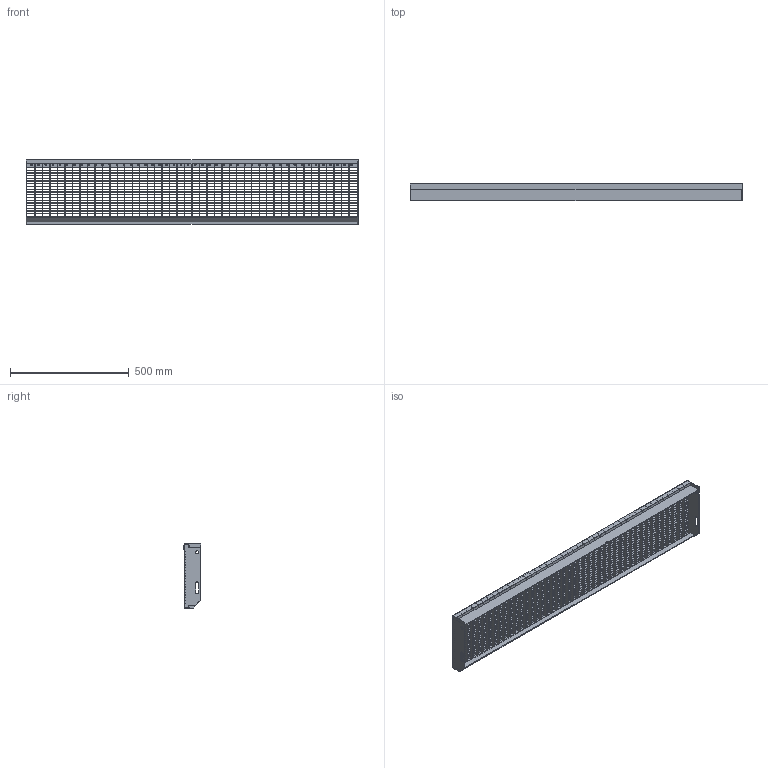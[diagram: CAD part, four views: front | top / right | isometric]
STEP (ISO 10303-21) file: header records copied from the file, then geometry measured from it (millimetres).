
FILE_DESCRIPTION (( 'STEP AP203' ), '1' );
FILE_NAME ('40.1402731.7.step', '2015-10-04T07:12:49', ( '' ), ( '' ), 'SwSTEP 2.0', 'SolidWorks 2015', '' );
FILE_SCHEMA (( 'CONFIG_CONTROL_DESIGN' ));
Length unit declared in the file: millimetre
Products named in the file (1): 40.1402731.7
Bounding box: 1400 x 72.67 x 270 mm (x, y, z)
Volume: 1330431.9 mm3; surface area: 1658657 mm2
Topology: 55 solids, 55 shells, 1259 faces, 3110 edges, 2056 vertices
Faces by surface type: plane 806, cylinder 196, cone 186, bspline 71
Entity records: 41571 total; most frequent: CARTESIAN_POINT 10937, ORIENTED_EDGE 6220, DIRECTION 6126, EDGE_CURVE 3110, LINE 2188, VECTOR 2188, VERTEX_POINT 2056, AXIS2_PLACEMENT_3D 1969
